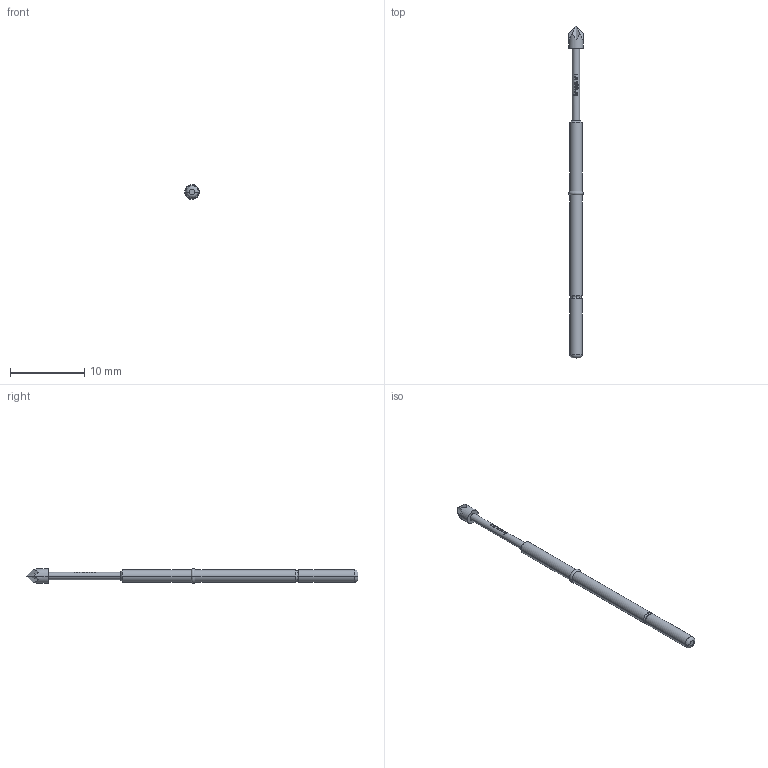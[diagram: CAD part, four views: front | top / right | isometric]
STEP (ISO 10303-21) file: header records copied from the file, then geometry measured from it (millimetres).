
FILE_DESCRIPTION (( 'STEP AP203' ), '1' );
FILE_NAME ('INGUN_GKS-412_217_200_A_xx10.STEP', '2020-09-15T10:13:01', ( '' ), ( '' ), 'SwSTEP 2.0', 'SolidWorks 2018', '' );
FILE_SCHEMA (( 'CONFIG_CONTROL_DESIGN' ));
Length unit declared in the file: millimetre
Products named in the file (1): INGUN_GKS-412_217_200_A_xx10
Bounding box: 2 x 44.8 x 2 mm (x, y, z)
Volume: 82.4 mm3; surface area: 219.6 mm2
Topology: 1 solids, 1 shells, 103 faces, 258 edges, 165 vertices
Faces by surface type: plane 55, bspline 22, cylinder 16, torus 8, cone 2
Entity records: 4075 total; most frequent: CARTESIAN_POINT 1979, ORIENTED_EDGE 516, DIRECTION 260, EDGE_CURVE 258, B_SPLINE_CURVE_WITH_KNOTS 186, VERTEX_POINT 165, AXIS2_PLACEMENT_3D 118, EDGE_LOOP 111
